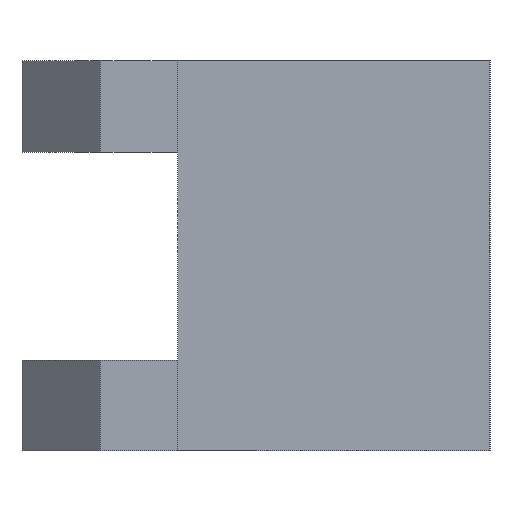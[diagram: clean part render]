
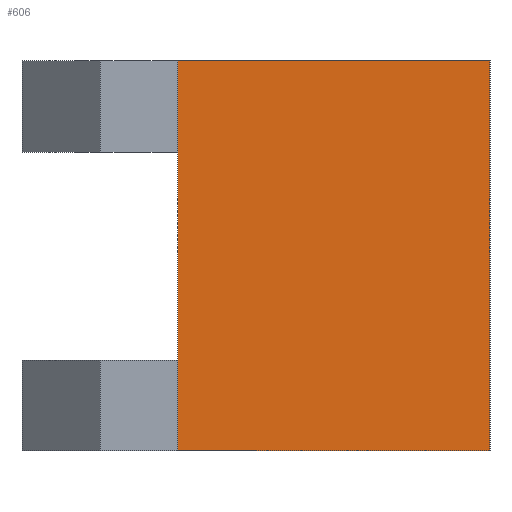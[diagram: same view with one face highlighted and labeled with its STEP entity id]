
A CAD part, left-side view. The second image highlights one B-rep face of the part: STEP entity #606.
In plain terms, the highlighted planar face has unit normal (-1, 0, 0).
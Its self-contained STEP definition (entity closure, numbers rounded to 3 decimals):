
#56=FACE_OUTER_BOUND('',#89,.T.);
#89=EDGE_LOOP('',(#520,#521,#522,#523));
#135=LINE('',#915,#211);
#158=LINE('',#967,#234);
#164=LINE('',#981,#240);
#165=LINE('',#982,#241);
#211=VECTOR('',#739,10.);
#234=VECTOR('',#794,10.);
#240=VECTOR('',#808,10.);
#241=VECTOR('',#809,10.);
#282=VERTEX_POINT('',#912);
#283=VERTEX_POINT('',#914);
#296=VERTEX_POINT('',#966);
#300=VERTEX_POINT('',#980);
#347=EDGE_CURVE('',#283,#282,#135,.T.);
#373=EDGE_CURVE('',#283,#296,#158,.T.);
#380=EDGE_CURVE('',#300,#282,#164,.T.);
#381=EDGE_CURVE('',#296,#300,#165,.T.);
#520=ORIENTED_EDGE('',*,*,#347,.T.);
#521=ORIENTED_EDGE('',*,*,#380,.F.);
#522=ORIENTED_EDGE('',*,*,#381,.F.);
#523=ORIENTED_EDGE('',*,*,#373,.F.);
#576=PLANE('',#664);
#606=ADVANCED_FACE('',(#56),#576,.T.);
#664=AXIS2_PLACEMENT_3D('',#979,#806,#807);
#739=DIRECTION('',(0.,0.,1.));
#794=DIRECTION('',(0.,1.,0.));
#806=DIRECTION('center_axis',(-1.,0.,0.));
#807=DIRECTION('ref_axis',(0.,-1.,0.));
#808=DIRECTION('',(0.,-1.,0.));
#809=DIRECTION('',(0.,0.,1.));
#912=CARTESIAN_POINT('',(-30.,0.,7.5));
#914=CARTESIAN_POINT('',(-30.,0.,-7.5));
#915=CARTESIAN_POINT('',(-30.,0.,0.));
#966=CARTESIAN_POINT('',(-30.,12.,-7.5));
#967=CARTESIAN_POINT('',(-30.,12.,-7.5));
#979=CARTESIAN_POINT('Origin',(-30.,12.,0.));
#980=CARTESIAN_POINT('',(-30.,12.,7.5));
#981=CARTESIAN_POINT('',(-30.,12.,7.5));
#982=CARTESIAN_POINT('',(-30.,12.,0.));
